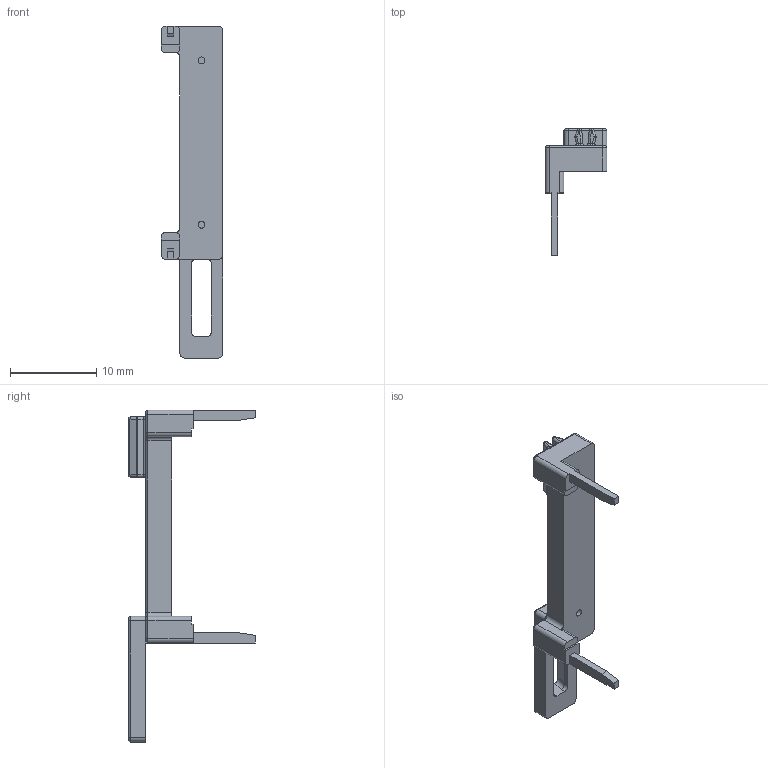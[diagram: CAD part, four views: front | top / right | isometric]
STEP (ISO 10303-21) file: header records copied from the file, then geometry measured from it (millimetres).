
FILE_DESCRIPTION((''),'2;1');
FILE_NAME('C-1860517-5','2015-02-19T',('workeradm'),('Tyco Electronics Ltd.'),'PRO/ENGINEER BY PARAMETRIC TECHNOLOGY CORPORATION, 2014090','PRO/ENGINEER BY PARAMETRIC TECHNOLOGY CORPORATION, 2014090','');
FILE_SCHEMA(('AUTOMOTIVE_DESIGN { 1 0 10303 214 1 1 1 1 }'));
Length unit declared in the file: millimetre
Products named in the file (1): C-1860517-5
Bounding box: 7.2 x 14.75 x 38.6 mm (x, y, z)
Volume: 610.2 mm3; surface area: 854.5 mm2
Topology: 1 solids, 1 shells, 156 faces, 370 edges, 220 vertices
Faces by surface type: cylinder 68, plane 53, sphere 12, torus 10, bspline 9, extrusion 4
Entity records: 5397 total; most frequent: CARTESIAN_POINT 1623, DIRECTION 769, ORIENTED_EDGE 740, EDGE_CURVE 370, AXIS2_PLACEMENT_3D 277, VERTEX_POINT 220, VECTOR 215, LINE 211
